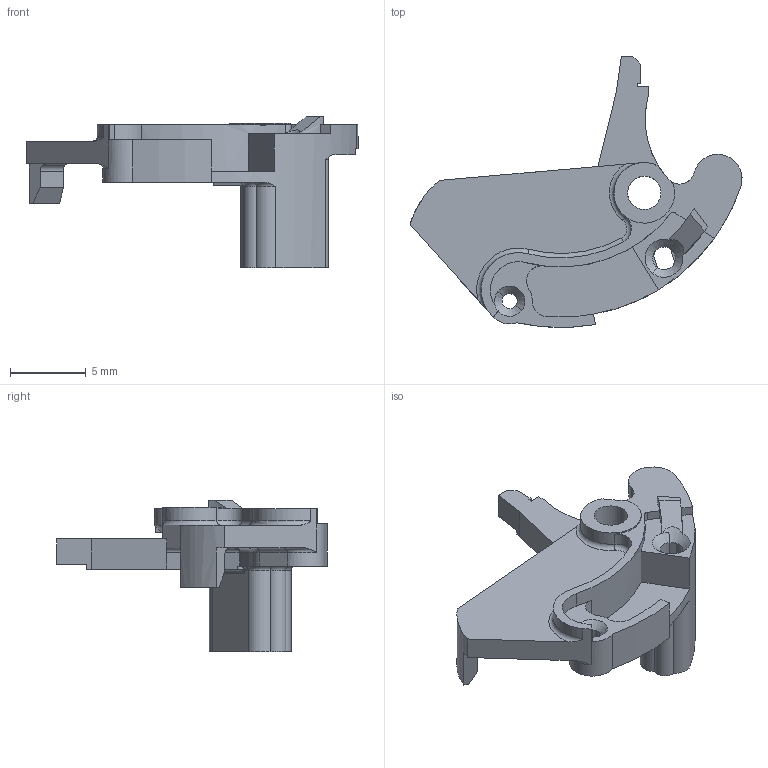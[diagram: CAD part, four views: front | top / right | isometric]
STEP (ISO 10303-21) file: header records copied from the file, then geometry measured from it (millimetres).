
FILE_DESCRIPTION((''),'2;1');
FILE_NAME('BARRE','2015-02-26T',('SESA69708'),('Schneider-Electric'),'PRO/ENGINEER BY PARAMETRIC TECHNOLOGY CORPORATION, 2012420','PRO/ENGINEER BY PARAMETRIC TECHNOLOGY CORPORATION, 2012420','');
FILE_SCHEMA(('CONFIG_CONTROL_DESIGN'));
Length unit declared in the file: millimetre
Products named in the file (1): BARRE
Bounding box: 21.91 x 17.88 x 10 mm (x, y, z)
Volume: 432.1 mm3; surface area: 800.3 mm2
Topology: 1 solids, 1 shells, 152 faces, 451 edges, 300 vertices
Faces by surface type: plane 71, cylinder 53, torus 15, cone 13
Entity records: 5420 total; most frequent: CARTESIAN_POINT 1183, DIRECTION 908, ORIENTED_EDGE 902, EDGE_CURVE 451, AXIS2_PLACEMENT_3D 347, VERTEX_POINT 300, VECTOR 214, LINE 214
